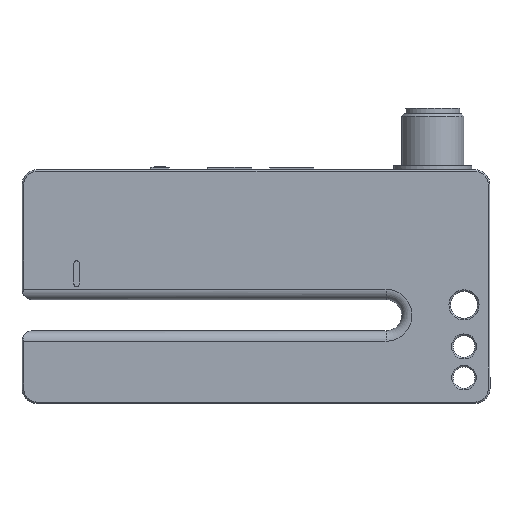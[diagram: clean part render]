
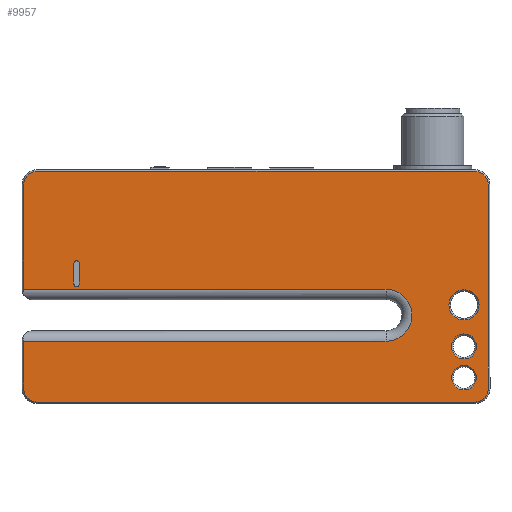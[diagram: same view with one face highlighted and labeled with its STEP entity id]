
A CAD part, left-side view. The second image highlights one B-rep face of the part: STEP entity #9957.
In plain terms, the highlighted planar face has unit normal (-1, 0, 0).
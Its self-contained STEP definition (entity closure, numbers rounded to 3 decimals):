
#292=FACE_BOUND('',#1702,.T.);
#293=FACE_BOUND('',#1703,.T.);
#294=FACE_BOUND('',#1704,.T.);
#295=FACE_BOUND('',#1705,.T.);
#518=PLANE('',#10821);
#1043=FACE_OUTER_BOUND('',#1701,.T.);
#1701=EDGE_LOOP('',(#7836,#7837,#7838,#7839,#7840,#7841,#7842,#7843,#7844,
#7845,#7846,#7847));
#1702=EDGE_LOOP('',(#7848));
#1703=EDGE_LOOP('',(#7849,#7850,#7851,#7852));
#1704=EDGE_LOOP('',(#7853));
#1705=EDGE_LOOP('',(#7854));
#2172=CIRCLE('',#10700,5.);
#2192=CIRCLE('',#10741,0.5);
#2193=CIRCLE('',#10744,0.5);
#2208=CIRCLE('',#10786,2.7);
#2209=CIRCLE('',#10789,2.7);
#2210=CIRCLE('',#10792,2.7);
#2211=CIRCLE('',#10795,2.7);
#2217=CIRCLE('',#10817,2.9);
#2219=CIRCLE('',#10820,2.4);
#2220=CIRCLE('',#10822,2.367);
#2708=LINE('',#15763,#3573);
#2730=LINE('',#15848,#3595);
#2734=LINE('',#15857,#3599);
#2770=LINE('',#16040,#3635);
#2772=LINE('',#16046,#3637);
#2775=LINE('',#16054,#3640);
#2778=LINE('',#16062,#3643);
#2781=LINE('',#16070,#3646);
#2783=LINE('',#16076,#3648);
#3573=VECTOR('',#12546,10.);
#3595=VECTOR('',#12638,10.);
#3599=VECTOR('',#12648,10.);
#3635=VECTOR('',#12762,10.);
#3637=VECTOR('',#12770,10.);
#3640=VECTOR('',#12779,10.);
#3643=VECTOR('',#12788,10.);
#3646=VECTOR('',#12797,10.);
#3648=VECTOR('',#12805,10.);
#4484=VERTEX_POINT('',#15752);
#4485=VERTEX_POINT('',#15754);
#4487=VERTEX_POINT('',#15760);
#4514=VERTEX_POINT('',#15846);
#4515=VERTEX_POINT('',#15847);
#4516=VERTEX_POINT('',#15852);
#4517=VERTEX_POINT('',#15856);
#4547=VERTEX_POINT('',#16037);
#4549=VERTEX_POINT('',#16044);
#4550=VERTEX_POINT('',#16048);
#4551=VERTEX_POINT('',#16052);
#4552=VERTEX_POINT('',#16056);
#4553=VERTEX_POINT('',#16060);
#4554=VERTEX_POINT('',#16064);
#4555=VERTEX_POINT('',#16068);
#4556=VERTEX_POINT('',#16072);
#4568=VERTEX_POINT('',#16122);
#4570=VERTEX_POINT('',#16127);
#4571=VERTEX_POINT('',#16130);
#5581=EDGE_CURVE('',#4484,#4485,#2172,.T.);
#5586=EDGE_CURVE('',#4485,#4487,#2708,.T.);
#5626=EDGE_CURVE('',#4514,#4515,#2730,.T.);
#5629=EDGE_CURVE('',#4515,#4516,#2192,.T.);
#5631=EDGE_CURVE('',#4516,#4517,#2734,.T.);
#5633=EDGE_CURVE('',#4517,#4514,#2193,.T.);
#5686=EDGE_CURVE('',#4547,#4484,#2770,.T.);
#5690=EDGE_CURVE('',#4549,#4547,#2772,.T.);
#5692=EDGE_CURVE('',#4550,#4549,#2208,.T.);
#5694=EDGE_CURVE('',#4551,#4550,#2775,.T.);
#5696=EDGE_CURVE('',#4552,#4551,#2209,.T.);
#5698=EDGE_CURVE('',#4553,#4552,#2778,.T.);
#5700=EDGE_CURVE('',#4554,#4553,#2210,.T.);
#5702=EDGE_CURVE('',#4555,#4554,#2781,.T.);
#5704=EDGE_CURVE('',#4556,#4555,#2211,.T.);
#5705=EDGE_CURVE('',#4487,#4556,#2783,.T.);
#5728=EDGE_CURVE('',#4568,#4568,#2217,.T.);
#5730=EDGE_CURVE('',#4570,#4570,#2219,.T.);
#5731=EDGE_CURVE('',#4571,#4571,#2220,.T.);
#7836=ORIENTED_EDGE('',*,*,#5690,.F.);
#7837=ORIENTED_EDGE('',*,*,#5692,.F.);
#7838=ORIENTED_EDGE('',*,*,#5694,.F.);
#7839=ORIENTED_EDGE('',*,*,#5696,.F.);
#7840=ORIENTED_EDGE('',*,*,#5698,.F.);
#7841=ORIENTED_EDGE('',*,*,#5700,.F.);
#7842=ORIENTED_EDGE('',*,*,#5702,.F.);
#7843=ORIENTED_EDGE('',*,*,#5704,.F.);
#7844=ORIENTED_EDGE('',*,*,#5705,.F.);
#7845=ORIENTED_EDGE('',*,*,#5586,.F.);
#7846=ORIENTED_EDGE('',*,*,#5581,.F.);
#7847=ORIENTED_EDGE('',*,*,#5686,.F.);
#7848=ORIENTED_EDGE('',*,*,#5730,.F.);
#7849=ORIENTED_EDGE('',*,*,#5633,.T.);
#7850=ORIENTED_EDGE('',*,*,#5626,.T.);
#7851=ORIENTED_EDGE('',*,*,#5629,.T.);
#7852=ORIENTED_EDGE('',*,*,#5631,.T.);
#7853=ORIENTED_EDGE('',*,*,#5728,.F.);
#7854=ORIENTED_EDGE('',*,*,#5731,.F.);
#9957=ADVANCED_FACE('',(#1043,#292,#293,#294,#295),#518,.T.);
#10700=AXIS2_PLACEMENT_3D('',#15755,#12535,#12536);
#10741=AXIS2_PLACEMENT_3D('',#15853,#12643,#12644);
#10744=AXIS2_PLACEMENT_3D('',#15860,#12652,#12653);
#10786=AXIS2_PLACEMENT_3D('',#16050,#12774,#12775);
#10789=AXIS2_PLACEMENT_3D('',#16058,#12783,#12784);
#10792=AXIS2_PLACEMENT_3D('',#16066,#12792,#12793);
#10795=AXIS2_PLACEMENT_3D('',#16074,#12801,#12802);
#10817=AXIS2_PLACEMENT_3D('',#16123,#12860,#12861);
#10820=AXIS2_PLACEMENT_3D('',#16128,#12866,#12867);
#10821=AXIS2_PLACEMENT_3D('',#16129,#12868,#12869);
#10822=AXIS2_PLACEMENT_3D('',#16131,#12870,#12871);
#12535=DIRECTION('center_axis',(-1.,0.,0.));
#12536=DIRECTION('ref_axis',(0.,-1.,0.));
#12546=DIRECTION('',(0.,1.,0.));
#12638=DIRECTION('',(0.,0.,-1.));
#12643=DIRECTION('center_axis',(1.,0.,0.));
#12644=DIRECTION('ref_axis',(0.,1.,0.));
#12648=DIRECTION('',(0.,0.,1.));
#12652=DIRECTION('center_axis',(1.,0.,0.));
#12653=DIRECTION('ref_axis',(0.,-1.,0.));
#12762=DIRECTION('',(0.,-1.,0.));
#12770=DIRECTION('',(0.,0.,1.));
#12774=DIRECTION('center_axis',(1.,0.,0.));
#12775=DIRECTION('ref_axis',(0.,0.707,-0.707));
#12779=DIRECTION('',(0.,1.,0.));
#12783=DIRECTION('center_axis',(1.,0.,0.));
#12784=DIRECTION('ref_axis',(0.,-0.707,-0.707));
#12788=DIRECTION('',(0.,0.,-1.));
#12792=DIRECTION('center_axis',(1.,0.,0.));
#12793=DIRECTION('ref_axis',(0.,-0.707,0.707));
#12797=DIRECTION('',(0.,-1.,0.));
#12801=DIRECTION('center_axis',(1.,0.,0.));
#12802=DIRECTION('ref_axis',(0.,0.707,0.707));
#12805=DIRECTION('',(0.,0.,1.));
#12860=DIRECTION('center_axis',(-1.,0.,0.));
#12861=DIRECTION('ref_axis',(0.,1.,0.));
#12866=DIRECTION('center_axis',(-1.,0.,0.));
#12867=DIRECTION('ref_axis',(0.,1.,0.));
#12868=DIRECTION('center_axis',(-1.,0.,0.));
#12869=DIRECTION('ref_axis',(0.,-1.,0.));
#12870=DIRECTION('center_axis',(-1.,0.,0.));
#12871=DIRECTION('ref_axis',(0.,1.,0.));
#15752=CARTESIAN_POINT('',(2.,57.106,12.));
#15754=CARTESIAN_POINT('',(2.,57.106,22.));
#15755=CARTESIAN_POINT('Origin',(2.,57.106,17.));
#15760=CARTESIAN_POINT('',(2.,126.806,22.));
#15763=CARTESIAN_POINT('',(2.,105.749,22.));
#15846=CARTESIAN_POINT('',(2.,116.106,27.));
#15847=CARTESIAN_POINT('',(2.,116.106,23.));
#15848=CARTESIAN_POINT('',(2.,116.106,23.806));
#15852=CARTESIAN_POINT('',(2.,117.106,23.));
#15853=CARTESIAN_POINT('Origin',(2.,116.606,23.));
#15856=CARTESIAN_POINT('',(2.,117.106,27.));
#15857=CARTESIAN_POINT('',(2.,117.106,21.806));
#15860=CARTESIAN_POINT('Origin',(2.,116.606,27.));
#16037=CARTESIAN_POINT('',(2.,126.806,12.));
#16040=CARTESIAN_POINT('',(2.,70.749,12.));
#16044=CARTESIAN_POINT('',(2.,126.806,3.));
#16046=CARTESIAN_POINT('',(2.,126.806,17.306));
#16048=CARTESIAN_POINT('',(2.,124.106,0.3));
#16050=CARTESIAN_POINT('Origin',(2.,124.106,3.));
#16052=CARTESIAN_POINT('',(2.,40.106,0.3));
#16054=CARTESIAN_POINT('',(2.,105.749,0.3));
#16056=CARTESIAN_POINT('',(2.,37.406,3.));
#16058=CARTESIAN_POINT('Origin',(2.,40.106,3.));
#16060=CARTESIAN_POINT('',(2.,37.406,42.));
#16062=CARTESIAN_POINT('',(2.,37.406,10.306));
#16064=CARTESIAN_POINT('',(2.,40.106,44.7));
#16066=CARTESIAN_POINT('Origin',(2.,40.106,42.));
#16068=CARTESIAN_POINT('',(2.,124.106,44.7));
#16070=CARTESIAN_POINT('',(2.,60.749,44.7));
#16072=CARTESIAN_POINT('',(2.,126.806,42.));
#16074=CARTESIAN_POINT('Origin',(2.,124.106,42.));
#16076=CARTESIAN_POINT('',(2.,126.806,32.806));
#16122=CARTESIAN_POINT('',(2.,39.206,19.));
#16123=CARTESIAN_POINT('Origin',(2.,42.106,19.));
#16127=CARTESIAN_POINT('',(2.,39.706,11.));
#16128=CARTESIAN_POINT('Origin',(2.,42.106,11.));
#16129=CARTESIAN_POINT('Origin',(2.,84.392,20.613));
#16130=CARTESIAN_POINT('',(2.,39.739,5.));
#16131=CARTESIAN_POINT('Origin',(2.,42.106,5.));
